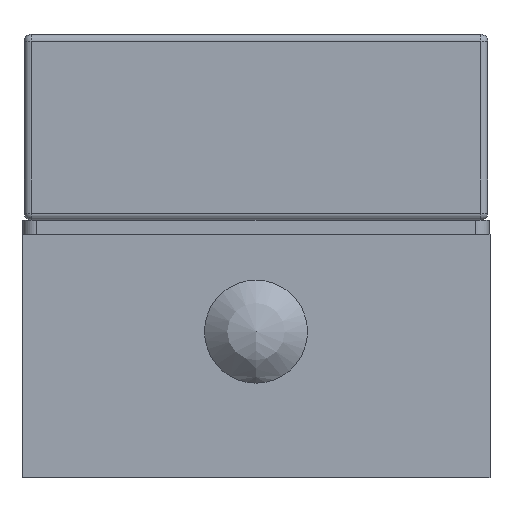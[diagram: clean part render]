
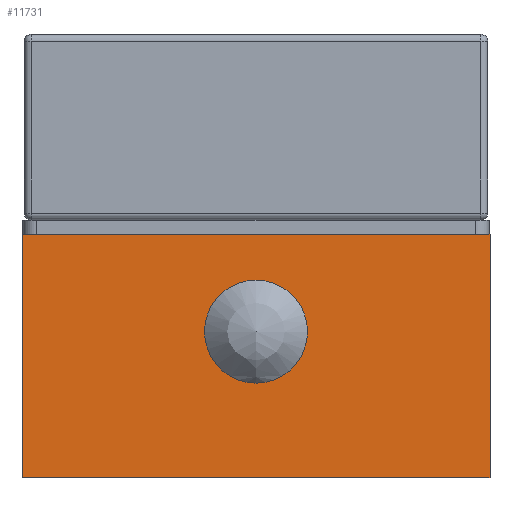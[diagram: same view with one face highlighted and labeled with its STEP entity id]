
A CAD part, front view. The second image highlights one B-rep face of the part: STEP entity #11731.
In plain terms, the highlighted planar face has unit normal (0, -1, 0).
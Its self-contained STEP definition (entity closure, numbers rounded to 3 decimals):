
#216=CARTESIAN_POINT('',(0.0,-149.96,42.2));
#217=VERTEX_POINT('',#216);
#218=CARTESIAN_POINT('',(0.0,-149.96,31.2));
#219=DIRECTION('',(0.0,1.0,0.0));
#220=DIRECTION('',(0.0,0.0,1.0));
#221=AXIS2_PLACEMENT_3D('',#218,#219,#220);
#222=CIRCLE('',#221,11.);
#223=EDGE_CURVE('',#217,#217,#222,.T.);
#4191=CARTESIAN_POINT('',(49.98,-149.96,52.0));
#4192=VERTEX_POINT('',#4191);
#4199=CARTESIAN_POINT('',(49.98,-149.96,0.0));
#4200=VERTEX_POINT('',#4199);
#4201=CARTESIAN_POINT('',(49.98,-149.96,0.0));
#4202=DIRECTION('',(0.0,0.0,1.0));
#4203=VECTOR('',#4202,52.0);
#4204=LINE('',#4201,#4203);
#4205=EDGE_CURVE('',#4200,#4192,#4204,.T.);
#11035=CARTESIAN_POINT('',(-49.98,-149.96,52.0));
#11036=VERTEX_POINT('',#11035);
#11043=CARTESIAN_POINT('',(49.98,-149.96,52.0));
#11044=DIRECTION('',(-1.0,0.0,0.0));
#11045=VECTOR('',#11044,99.96);
#11046=LINE('',#11043,#11045);
#11047=EDGE_CURVE('',#4192,#11036,#11046,.T.);
#11705=CARTESIAN_POINT('',(49.98,-149.96,0.0));
#11706=DIRECTION('',(0.0,-1.0,0.0));
#11707=DIRECTION('',(0.0,0.0,-1.0));
#11708=AXIS2_PLACEMENT_3D('',#11705,#11706,#11707);
#11709=PLANE('',#11708);
#11710=ORIENTED_EDGE('',*,*,#11047,.T.);
#11711=CARTESIAN_POINT('',(-49.98,-149.96,0.0));
#11712=VERTEX_POINT('',#11711);
#11713=CARTESIAN_POINT('',(-49.98,-149.96,0.0));
#11714=DIRECTION('',(0.0,0.0,1.0));
#11715=VECTOR('',#11714,52.0);
#11716=LINE('',#11713,#11715);
#11717=EDGE_CURVE('',#11712,#11036,#11716,.T.);
#11718=ORIENTED_EDGE('',*,*,#11717,.F.);
#11719=CARTESIAN_POINT('',(49.98,-149.96,0.0));
#11720=DIRECTION('',(-1.0,0.0,0.0));
#11721=VECTOR('',#11720,99.96);
#11722=LINE('',#11719,#11721);
#11723=EDGE_CURVE('',#4200,#11712,#11722,.T.);
#11724=ORIENTED_EDGE('',*,*,#11723,.F.);
#11725=ORIENTED_EDGE('',*,*,#4205,.T.);
#11726=EDGE_LOOP('',(#11710,#11718,#11724,#11725));
#11727=FACE_OUTER_BOUND('',#11726,.T.);
#11728=ORIENTED_EDGE('',*,*,#223,.T.);
#11729=EDGE_LOOP('',(#11728));
#11730=FACE_BOUND('',#11729,.T.);
#11731=ADVANCED_FACE('',(#11727,#11730),#11709,.T.);
